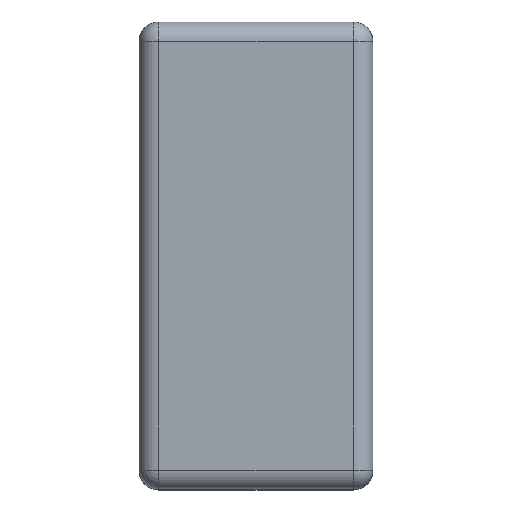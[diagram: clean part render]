
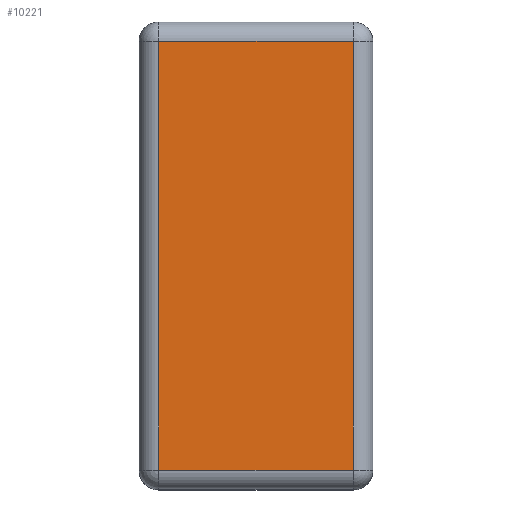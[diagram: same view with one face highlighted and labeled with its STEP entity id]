
A CAD part, top view. The second image highlights one B-rep face of the part: STEP entity #10221.
In plain terms, the highlighted planar face has unit normal (0, 0, 1).
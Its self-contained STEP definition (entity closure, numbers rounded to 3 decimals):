
#421=PLANE('',#11618);
#1247=FACE_OUTER_BOUND('',#1846,.T.);
#1846=EDGE_LOOP('',(#9317,#9318,#9319,#9320));
#2583=LINE('',#18490,#3326);
#2585=LINE('',#18498,#3328);
#2587=LINE('',#18508,#3330);
#2589=LINE('',#18517,#3332);
#3326=VECTOR('',#14716,10.);
#3328=VECTOR('',#14724,10.);
#3330=VECTOR('',#14736,10.);
#3332=VECTOR('',#14748,10.);
#4945=VERTEX_POINT('',#18487);
#4946=VERTEX_POINT('',#18489);
#4949=VERTEX_POINT('',#18497);
#4952=VERTEX_POINT('',#18507);
#6393=EDGE_CURVE('',#4945,#4946,#2583,.T.);
#6397=EDGE_CURVE('',#4946,#4949,#2585,.T.);
#6402=EDGE_CURVE('',#4949,#4952,#2587,.T.);
#6407=EDGE_CURVE('',#4952,#4945,#2589,.T.);
#9317=ORIENTED_EDGE('',*,*,#6393,.F.);
#9318=ORIENTED_EDGE('',*,*,#6407,.F.);
#9319=ORIENTED_EDGE('',*,*,#6402,.F.);
#9320=ORIENTED_EDGE('',*,*,#6397,.F.);
#10221=ADVANCED_FACE('',(#1247),#421,.T.);
#11618=AXIS2_PLACEMENT_3D('',#18543,#14779,#14780);
#14716=DIRECTION('',(0.,-1.,0.));
#14724=DIRECTION('',(-1.,0.,0.));
#14736=DIRECTION('',(0.,1.,0.));
#14748=DIRECTION('',(1.,0.,0.));
#14779=DIRECTION('center_axis',(0.,0.,1.));
#14780=DIRECTION('ref_axis',(1.,0.,0.));
#18487=CARTESIAN_POINT('',(12.5,27.5,3.));
#18489=CARTESIAN_POINT('',(12.5,-27.5,3.));
#18490=CARTESIAN_POINT('',(12.5,15.,3.));
#18497=CARTESIAN_POINT('',(-12.5,-27.5,3.));
#18498=CARTESIAN_POINT('',(7.5,-27.5,3.));
#18507=CARTESIAN_POINT('',(-12.5,27.5,3.));
#18508=CARTESIAN_POINT('',(-12.5,-15.,3.));
#18517=CARTESIAN_POINT('',(-7.5,27.5,3.));
#18543=CARTESIAN_POINT('Origin',(0.,0.,
3.));
